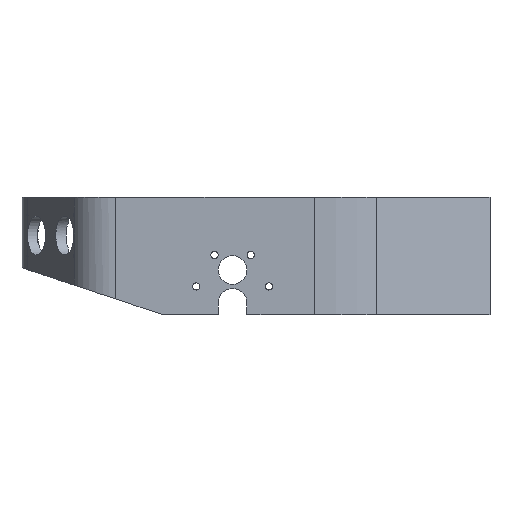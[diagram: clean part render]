
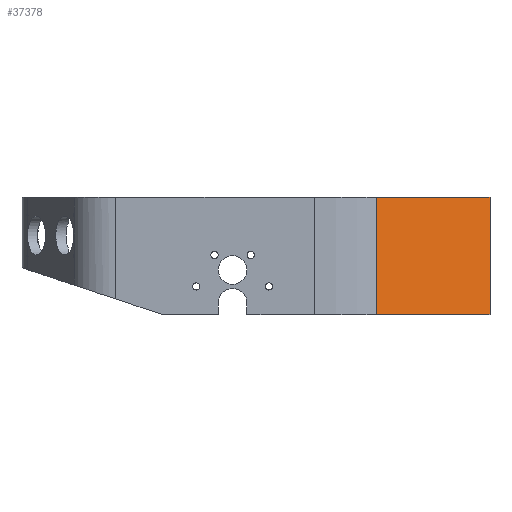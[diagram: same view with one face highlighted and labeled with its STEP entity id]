
A CAD part, left-side view. The second image highlights one B-rep face of the part: STEP entity #37378.
In plain terms, the highlighted planar face has unit normal (-0.897, -0.441, 0).
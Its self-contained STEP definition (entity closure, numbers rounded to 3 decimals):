
#17283 = PLANE('',#17284);
#17284 = AXIS2_PLACEMENT_3D('',#17285,#17286,#17287);
#17285 = CARTESIAN_POINT('',(-50.441,5.858,55.));
#17286 = DIRECTION('',(0.,0.,1.));
#17287 = DIRECTION('',(1.,0.,0.));
#28318 = VERTEX_POINT('',#28319);
#28319 = CARTESIAN_POINT('',(-93.851,-51.46,55.));
#28334 = CYLINDRICAL_SURFACE('',#28335,60.);
#28335 = AXIS2_PLACEMENT_3D('',#28336,#28337,#28338);
#28336 = CARTESIAN_POINT('',(-40.,-25.,5.));
#28337 = DIRECTION('',(-0.,-0.,-1.));
#28338 = DIRECTION('',(1.,0.,0.));
#28346 = EDGE_CURVE('',#28318,#28347,#28349,.T.);
#28347 = VERTEX_POINT('',#28348);
#28348 = CARTESIAN_POINT('',(-70.,-100.,55.));
#28349 = SURFACE_CURVE('',#28350,(#28354,#28361),.PCURVE_S1.);
#28350 = LINE('',#28351,#28352);
#28351 = CARTESIAN_POINT('',(-93.851,-51.46,55.));
#28352 = VECTOR('',#28353,1.);
#28353 = DIRECTION('',(0.441,-0.898,0.));
#28354 = PCURVE('',#17283,#28355);
#28355 = DEFINITIONAL_REPRESENTATION('',(#28356),#28360);
#28356 = LINE('',#28357,#28358);
#28357 = CARTESIAN_POINT('',(-43.409,-57.318));
#28358 = VECTOR('',#28359,1.);
#28359 = DIRECTION('',(0.441,-0.898));
#28360 = ( GEOMETRIC_REPRESENTATION_CONTEXT(2) 
PARAMETRIC_REPRESENTATION_CONTEXT() REPRESENTATION_CONTEXT('2D SPACE',''
  ) );
#28361 = PCURVE('',#28362,#28367);
#28362 = PLANE('',#28363);
#28363 = AXIS2_PLACEMENT_3D('',#28364,#28365,#28366);
#28364 = CARTESIAN_POINT('',(-93.851,-51.46,5.));
#28365 = DIRECTION('',(0.898,0.441,0.));
#28366 = DIRECTION('',(0.441,-0.898,0.));
#28367 = DEFINITIONAL_REPRESENTATION('',(#28368),#28372);
#28368 = LINE('',#28369,#28370);
#28369 = CARTESIAN_POINT('',(0.,-50.));
#28370 = VECTOR('',#28371,1.);
#28371 = DIRECTION('',(1.,0.));
#28372 = ( GEOMETRIC_REPRESENTATION_CONTEXT(2) 
PARAMETRIC_REPRESENTATION_CONTEXT() REPRESENTATION_CONTEXT('2D SPACE',''
  ) );
#28390 = PLANE('',#28391);
#28391 = AXIS2_PLACEMENT_3D('',#28392,#28393,#28394);
#28392 = CARTESIAN_POINT('',(-70.,-100.,5.));
#28393 = DIRECTION('',(0.,1.,0.));
#28394 = DIRECTION('',(1.,0.,0.));
#35089 = PLANE('',#35090);
#35090 = AXIS2_PLACEMENT_3D('',#35091,#35092,#35093);
#35091 = CARTESIAN_POINT('',(-50.441,5.858,5.));
#35092 = DIRECTION('',(0.,0.,1.));
#35093 = DIRECTION('',(1.,0.,0.));
#37263 = EDGE_CURVE('',#37264,#28347,#37266,.T.);
#37264 = VERTEX_POINT('',#37265);
#37265 = CARTESIAN_POINT('',(-70.,-100.,5.));
#37266 = SURFACE_CURVE('',#37267,(#37271,#37278),.PCURVE_S1.);
#37267 = LINE('',#37268,#37269);
#37268 = CARTESIAN_POINT('',(-70.,-100.,5.));
#37269 = VECTOR('',#37270,1.);
#37270 = DIRECTION('',(0.,0.,1.));
#37271 = PCURVE('',#28390,#37272);
#37272 = DEFINITIONAL_REPRESENTATION('',(#37273),#37277);
#37273 = LINE('',#37274,#37275);
#37274 = CARTESIAN_POINT('',(0.,0.));
#37275 = VECTOR('',#37276,1.);
#37276 = DIRECTION('',(0.,-1.));
#37277 = ( GEOMETRIC_REPRESENTATION_CONTEXT(2) 
PARAMETRIC_REPRESENTATION_CONTEXT() REPRESENTATION_CONTEXT('2D SPACE',''
  ) );
#37278 = PCURVE('',#28362,#37279);
#37279 = DEFINITIONAL_REPRESENTATION('',(#37280),#37284);
#37280 = LINE('',#37281,#37282);
#37281 = CARTESIAN_POINT('',(54.083,0.));
#37282 = VECTOR('',#37283,1.);
#37283 = DIRECTION('',(0.,-1.));
#37284 = ( GEOMETRIC_REPRESENTATION_CONTEXT(2) 
PARAMETRIC_REPRESENTATION_CONTEXT() REPRESENTATION_CONTEXT('2D SPACE',''
  ) );
#37378 = ADVANCED_FACE('',(#37379),#28362,.F.);
#37379 = FACE_BOUND('',#37380,.F.);
#37380 = EDGE_LOOP('',(#37381,#37404,#37405,#37406));
#37381 = ORIENTED_EDGE('',*,*,#37382,.T.);
#37382 = EDGE_CURVE('',#37383,#28318,#37385,.T.);
#37383 = VERTEX_POINT('',#37384);
#37384 = CARTESIAN_POINT('',(-93.851,-51.46,5.));
#37385 = SURFACE_CURVE('',#37386,(#37390,#37397),.PCURVE_S1.);
#37386 = LINE('',#37387,#37388);
#37387 = CARTESIAN_POINT('',(-93.851,-51.46,5.));
#37388 = VECTOR('',#37389,1.);
#37389 = DIRECTION('',(0.,0.,1.));
#37390 = PCURVE('',#28362,#37391);
#37391 = DEFINITIONAL_REPRESENTATION('',(#37392),#37396);
#37392 = LINE('',#37393,#37394);
#37393 = CARTESIAN_POINT('',(0.,0.));
#37394 = VECTOR('',#37395,1.);
#37395 = DIRECTION('',(0.,-1.));
#37396 = ( GEOMETRIC_REPRESENTATION_CONTEXT(2) 
PARAMETRIC_REPRESENTATION_CONTEXT() REPRESENTATION_CONTEXT('2D SPACE',''
  ) );
#37397 = PCURVE('',#28334,#37398);
#37398 = DEFINITIONAL_REPRESENTATION('',(#37399),#37403);
#37399 = LINE('',#37400,#37401);
#37400 = CARTESIAN_POINT('',(-3.598,0.));
#37401 = VECTOR('',#37402,1.);
#37402 = DIRECTION('',(-0.,-1.));
#37403 = ( GEOMETRIC_REPRESENTATION_CONTEXT(2) 
PARAMETRIC_REPRESENTATION_CONTEXT() REPRESENTATION_CONTEXT('2D SPACE',''
  ) );
#37404 = ORIENTED_EDGE('',*,*,#28346,.T.);
#37405 = ORIENTED_EDGE('',*,*,#37263,.F.);
#37406 = ORIENTED_EDGE('',*,*,#37407,.F.);
#37407 = EDGE_CURVE('',#37383,#37264,#37408,.T.);
#37408 = SURFACE_CURVE('',#37409,(#37413,#37420),.PCURVE_S1.);
#37409 = LINE('',#37410,#37411);
#37410 = CARTESIAN_POINT('',(-93.851,-51.46,5.));
#37411 = VECTOR('',#37412,1.);
#37412 = DIRECTION('',(0.441,-0.898,0.));
#37413 = PCURVE('',#28362,#37414);
#37414 = DEFINITIONAL_REPRESENTATION('',(#37415),#37419);
#37415 = LINE('',#37416,#37417);
#37416 = CARTESIAN_POINT('',(0.,0.));
#37417 = VECTOR('',#37418,1.);
#37418 = DIRECTION('',(1.,0.));
#37419 = ( GEOMETRIC_REPRESENTATION_CONTEXT(2) 
PARAMETRIC_REPRESENTATION_CONTEXT() REPRESENTATION_CONTEXT('2D SPACE',''
  ) );
#37420 = PCURVE('',#35089,#37421);
#37421 = DEFINITIONAL_REPRESENTATION('',(#37422),#37426);
#37422 = LINE('',#37423,#37424);
#37423 = CARTESIAN_POINT('',(-43.409,-57.318));
#37424 = VECTOR('',#37425,1.);
#37425 = DIRECTION('',(0.441,-0.898));
#37426 = ( GEOMETRIC_REPRESENTATION_CONTEXT(2) 
PARAMETRIC_REPRESENTATION_CONTEXT() REPRESENTATION_CONTEXT('2D SPACE',''
  ) );
